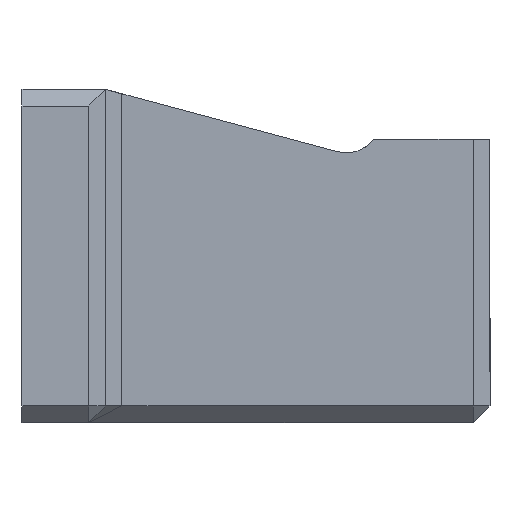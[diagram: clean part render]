
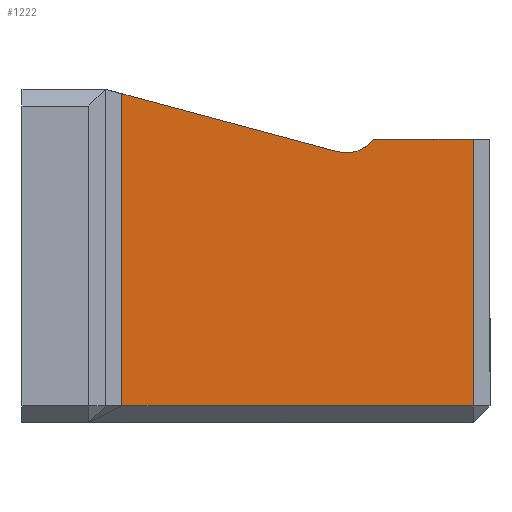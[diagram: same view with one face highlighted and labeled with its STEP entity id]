
A CAD part, left-side view. The second image highlights one B-rep face of the part: STEP entity #1222.
In plain terms, the highlighted planar face has unit normal (-1, 0, 0).
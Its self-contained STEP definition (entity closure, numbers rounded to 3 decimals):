
#32=CIRCLE('',#1313,2.);
#80=FACE_OUTER_BOUND('',#149,.T.);
#149=EDGE_LOOP('',(#902,#903,#904,#905,#906,#907));
#233=LINE('',#1794,#388);
#239=LINE('',#1805,#394);
#242=LINE('',#1811,#397);
#266=LINE('',#1859,#421);
#267=LINE('',#1862,#422);
#388=VECTOR('',#1456,10.);
#394=VECTOR('',#1466,10.);
#397=VECTOR('',#1471,10.);
#421=VECTOR('',#1515,10.);
#422=VECTOR('',#1518,10.);
#533=VERTEX_POINT('',#1782);
#536=VERTEX_POINT('',#1792);
#539=VERTEX_POINT('',#1800);
#541=VERTEX_POINT('',#1808);
#555=VERTEX_POINT('',#1858);
#556=VERTEX_POINT('',#1860);
#659=EDGE_CURVE('',#536,#533,#233,.T.);
#665=EDGE_CURVE('',#533,#539,#239,.T.);
#668=EDGE_CURVE('',#539,#541,#242,.T.);
#692=EDGE_CURVE('',#555,#536,#266,.T.);
#693=EDGE_CURVE('',#556,#555,#32,.T.);
#694=EDGE_CURVE('',#556,#541,#267,.T.);
#902=ORIENTED_EDGE('',*,*,#668,.F.);
#903=ORIENTED_EDGE('',*,*,#665,.F.);
#904=ORIENTED_EDGE('',*,*,#659,.F.);
#905=ORIENTED_EDGE('',*,*,#692,.F.);
#906=ORIENTED_EDGE('',*,*,#693,.F.);
#907=ORIENTED_EDGE('',*,*,#694,.T.);
#1160=PLANE('',#1312);
#1222=ADVANCED_FACE('',(#80),#1160,.T.);
#1312=AXIS2_PLACEMENT_3D('',#1857,#1513,#1514);
#1313=AXIS2_PLACEMENT_3D('',#1861,#1516,#1517);
#1456=DIRECTION('',(0.,0.,-1.));
#1466=DIRECTION('',(0.,1.,0.));
#1471=DIRECTION('',(0.,0.,1.));
#1513=DIRECTION('center_axis',(-1.,0.,0.));
#1514=DIRECTION('ref_axis',(0.,-1.,0.));
#1515=DIRECTION('',(0.,-1.,0.));
#1516=DIRECTION('center_axis',(-1.,0.,0.));
#1517=DIRECTION('ref_axis',(0.,-0.804,-0.595));
#1518=DIRECTION('',(0.,0.966,0.259));
#1782=CARTESIAN_POINT('',(-9.5,-6.398,4.713));
#1792=CARTESIAN_POINT('',(-9.5,-6.398,20.713));
#1794=CARTESIAN_POINT('',(-9.5,-6.398,6.713));
#1800=CARTESIAN_POINT('',(-9.5,14.69,4.713));
#1805=CARTESIAN_POINT('',(-9.5,11.168,4.713));
#1808=CARTESIAN_POINT('',(-9.5,14.69,23.445));
#1811=CARTESIAN_POINT('',(-9.5,14.69,6.713));
#1857=CARTESIAN_POINT('Origin',(-9.5,15.69,6.713));
#1858=CARTESIAN_POINT('',(-9.5,-0.398,20.713));
#1859=CARTESIAN_POINT('',(-9.5,11.168,20.713));
#1860=CARTESIAN_POINT('',(-9.5,1.727,19.971));
#1861=CARTESIAN_POINT('Origin',(-9.5,1.21,21.903));
#1862=CARTESIAN_POINT('',(-9.5,13.565,23.143));
